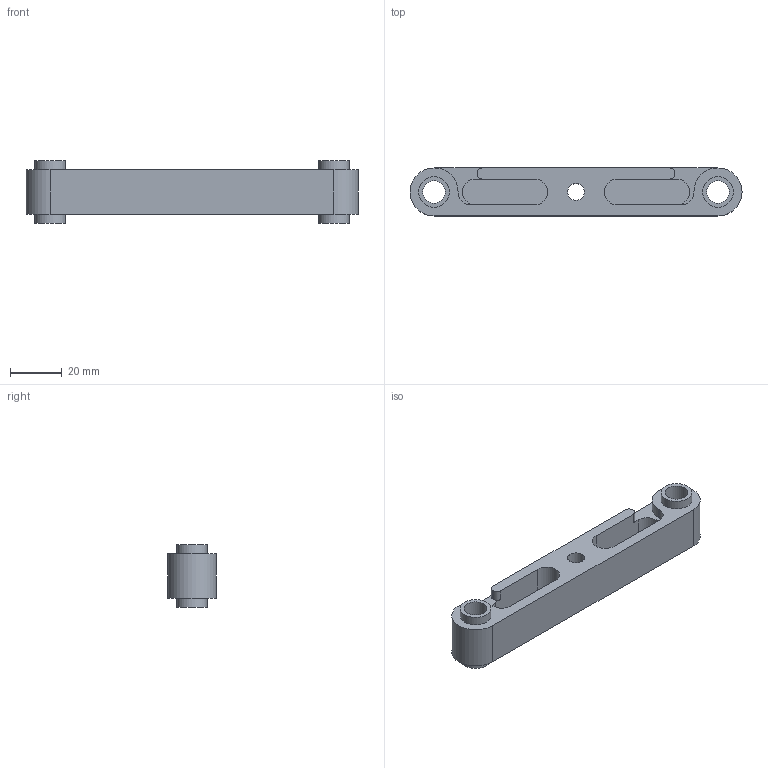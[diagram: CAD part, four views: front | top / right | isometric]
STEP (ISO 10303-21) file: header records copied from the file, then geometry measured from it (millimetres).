
FILE_DESCRIPTION(/* description */ (''),/* implementation_level */ '2;1');
FILE_NAME(/* name */ 'Z arm.step',/* time_stamp */ '2024-08-27T08:46:35-07:00',/* author */ (''),/* organization */ (''),/* preprocessor_version */ 'ST-DEVELOPER v20',/* originating_system */ 'Autodesk Translation Framework v12.14.0.127',/* authorisation */ '');
FILE_SCHEMA (('AUTOMOTIVE_DESIGN { 1 0 10303 214 3 1 1 }'));
Length unit declared in the file: millimetre
Products named in the file (1): Z arm
Bounding box: 128.6 x 18.6 x 24.2 mm (x, y, z)
Volume: 28597.8 mm3; surface area: 13478.2 mm2
Topology: 1 solids, 1 shells, 41 faces, 105 edges, 70 vertices
Faces by surface type: cylinder 21, plane 20
Full cylindrical faces by diameter (mm): 6.595 x1, 8.75 x2, 11.95 x4
Entity records: 1313 total; most frequent: DIRECTION 231, CARTESIAN_POINT 217, ORIENTED_EDGE 210, EDGE_CURVE 105, AXIS2_PLACEMENT_3D 84, VERTEX_POINT 70, LINE 63, VECTOR 63
